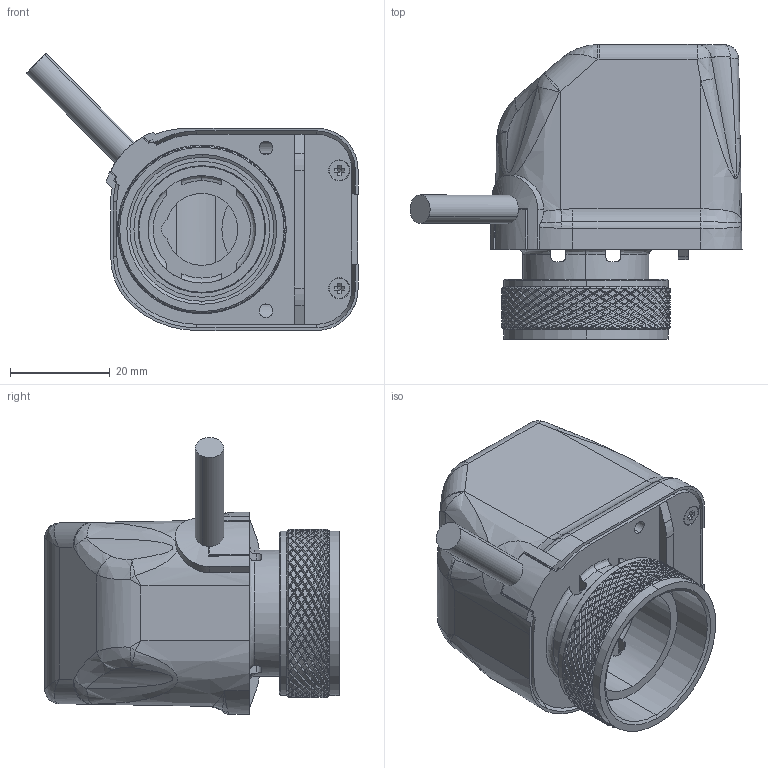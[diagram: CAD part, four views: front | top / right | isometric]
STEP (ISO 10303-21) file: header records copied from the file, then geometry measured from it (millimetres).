
FILE_DESCRIPTION (( 'STEP AP214' ), '1' );
FILE_NAME ('Attuatore 22CX.STEP', '2014-11-28T10:54:12', ( 'Adminwatts' ), ( 'Microsoft' ), 'SwSTEP 2.0', 'SolidWorks 2014', '' );
FILE_SCHEMA (( 'AUTOMOTIVE_DESIGN' ));
Length unit declared in the file: millimetre
Products named in the file (1): Attuatore 22CX
Bounding box: 66.44 x 59 x 55.44 mm (x, y, z)
Surface area: 14914.1 mm2 (no closed solid volume)
Topology: 0 solids, 7 shells, 2097 faces, 6972 edges, 4602 vertices
Faces by surface type: bspline 1187, cylinder 549, plane 329, cone 32
Entity records: 122520 total; most frequent: CARTESIAN_POINT 54827, ORIENTED_EDGE 12713, EDGE_CURVE 6964, B_SPLINE_CURVE_WITH_KNOTS 5398, VERTEX_POINT 4602, DIRECTION 3291, EDGE_LOOP 2116, UNCERTAINTY_MEASURE_WITH_UNIT 2099
